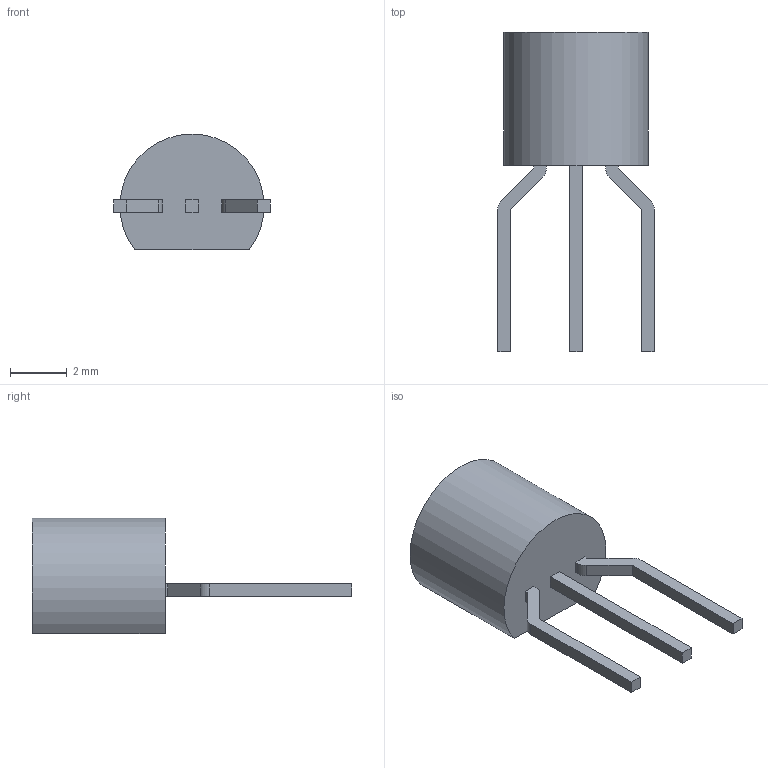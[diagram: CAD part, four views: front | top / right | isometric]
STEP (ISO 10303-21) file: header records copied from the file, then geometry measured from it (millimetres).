
FILE_DESCRIPTION (( 'STEP AP214' ), '1' );
FILE_NAME ('SW3dPS-TO92.STEP', '2009-08-03T10:36:46', ( 'sysAdmin' ), ( 'SolidWorks' ), 'SwSTEP 2.0', 'SolidWorks 2009', '' );
FILE_SCHEMA (( 'AUTOMOTIVE_DESIGN' ));
Length unit declared in the file: millimetre
Products named in the file (1): SW3dPS-TO92
Bounding box: 5.53 x 11.3 x 4.1 mm (x, y, z)
Volume: 86.9 mm3; surface area: 145 mm2
Topology: 1 solids, 1 shells, 31 faces, 78 edges, 52 vertices
Faces by surface type: plane 26, cylinder 5
Entity records: 1000 total; most frequent: CARTESIAN_POINT 162, ORIENTED_EDGE 156, DIRECTION 152, EDGE_CURVE 78, LINE 68, VECTOR 68, VERTEX_POINT 52, AXIS2_PLACEMENT_3D 42
